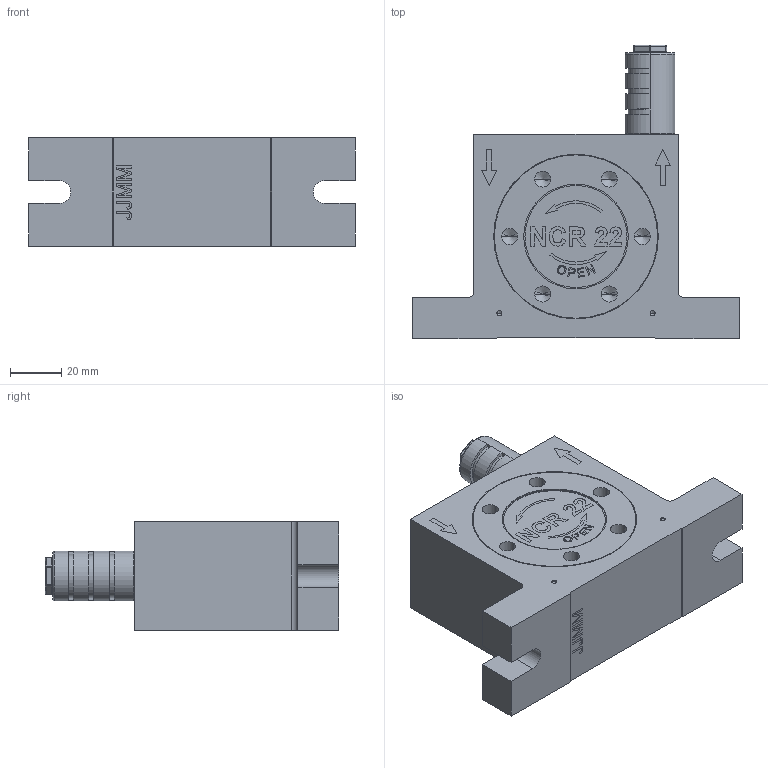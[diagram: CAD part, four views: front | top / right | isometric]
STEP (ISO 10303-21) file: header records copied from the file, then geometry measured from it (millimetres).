
FILE_DESCRIPTION (( 'STEP AP214' ), '1' );
FILE_NAME ('NCR 22 Rollenvibrator #01722000.STEP', '2022-02-21T08:55:26', ( '' ), ( '' ), 'SwSTEP 2.0', 'SolidWorks 2015', '' );
FILE_SCHEMA (( 'AUTOMOTIVE_DESIGN' ));
Length unit declared in the file: millimetre
Products named in the file (1): NCR 22 Rollenvibrator #01722000
Bounding box: 128 x 115 x 42.5 mm (x, y, z)
Volume: 304438.3 mm3; surface area: 42893.9 mm2
Topology: 4 solids, 5 shells, 307 faces, 917 edges, 639 vertices
Faces by surface type: plane 141, cylinder 79, cone 56, bspline 12, torus 11, sphere 8
Entity records: 13272 total; most frequent: CARTESIAN_POINT 4076, ORIENTED_EDGE 1754, DIRECTION 1559, EDGE_CURVE 877, VERTEX_POINT 639, LINE 547, VECTOR 547, AXIS2_PLACEMENT_3D 506
